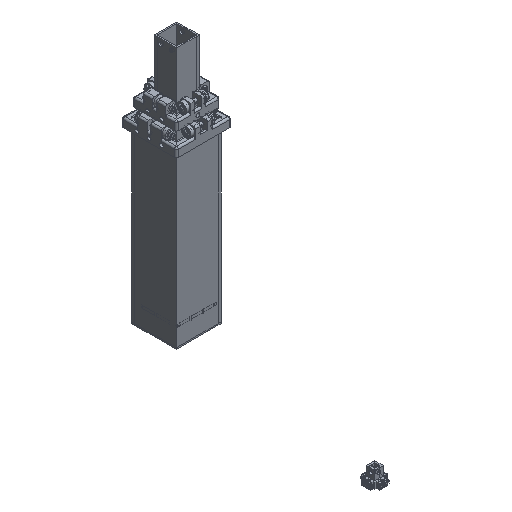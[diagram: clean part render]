
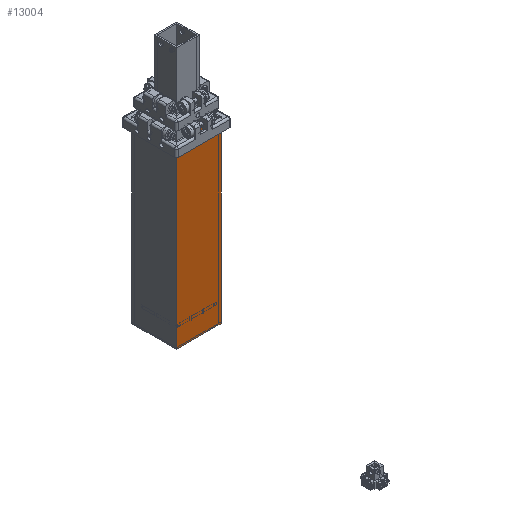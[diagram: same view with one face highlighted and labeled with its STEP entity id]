
A CAD part, isometric view. The second image highlights one B-rep face of the part: STEP entity #13004.
In plain terms, the highlighted planar face has unit normal (0, -1, 0).
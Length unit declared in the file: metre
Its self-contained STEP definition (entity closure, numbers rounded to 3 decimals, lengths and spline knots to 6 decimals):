
#345=LINE('',#20101,#1537);
#347=LINE('',#20116,#1539);
#360=LINE('',#20148,#1552);
#361=LINE('',#20149,#1553);
#1537=VECTOR('',#16223,1.);
#1539=VECTOR('',#16237,1.);
#1552=VECTOR('',#16268,1.);
#1553=VECTOR('',#16269,1.);
#2914=PLANE('',#14138);
#4261=ORIENTED_EDGE('',*,*,#7271,.F.);
#4262=ORIENTED_EDGE('',*,*,#7247,.F.);
#4263=ORIENTED_EDGE('',*,*,#7272,.T.);
#4264=ORIENTED_EDGE('',*,*,#7254,.T.);
#7247=EDGE_CURVE('',#8865,#8863,#345,.T.);
#7254=EDGE_CURVE('',#8873,#8872,#347,.T.);
#7271=EDGE_CURVE('',#8863,#8872,#360,.T.);
#7272=EDGE_CURVE('',#8865,#8873,#361,.T.);
#8863=VERTEX_POINT('',#20096);
#8865=VERTEX_POINT('',#20100);
#8872=VERTEX_POINT('',#20115);
#8873=VERTEX_POINT('',#20117);
#10676=EDGE_LOOP('',(#4261,#4262,#4263,#4264));
#11776=FACE_BOUND('',#10676,.T.);
#13004=ADVANCED_FACE('',(#11776),#2914,.T.);
#14138=AXIS2_PLACEMENT_3D('',#20147,#16266,#16267);
#16223=DIRECTION('',(0.,0.,-1.));
#16237=DIRECTION('',(0.,0.,-1.));
#16266=DIRECTION('',(0.,-1.,0.));
#16267=DIRECTION('',(0.,0.,-1.));
#16268=DIRECTION('',(-1.,0.,0.));
#16269=DIRECTION('',(-1.,0.,0.));
#20096=CARTESIAN_POINT('',(0.0254,-0.0254,0.));
#20100=CARTESIAN_POINT('',(0.0254,-0.0254,0.204));
#20101=CARTESIAN_POINT('',(0.0254,-0.0254,0.204));
#20115=CARTESIAN_POINT('',(-0.0254,-0.0254,0.));
#20116=CARTESIAN_POINT('',(-0.0254,-0.0254,0.204));
#20117=CARTESIAN_POINT('',(-0.0254,-0.0254,0.204));
#20147=CARTESIAN_POINT('',(0.,-0.0254,0.204));
#20148=CARTESIAN_POINT('',(0.,-0.0254,0.));
#20149=CARTESIAN_POINT('',(0.,-0.0254,0.204));
